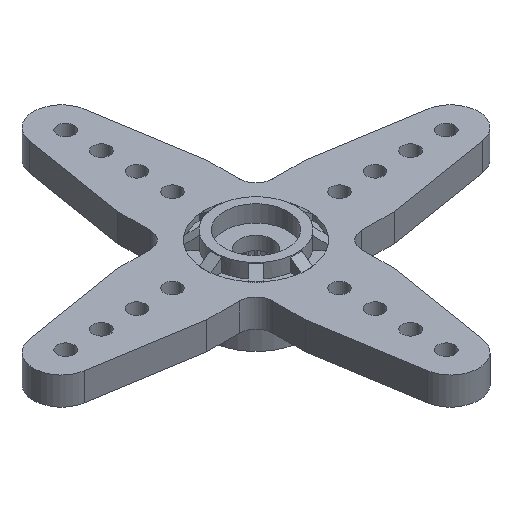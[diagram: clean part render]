
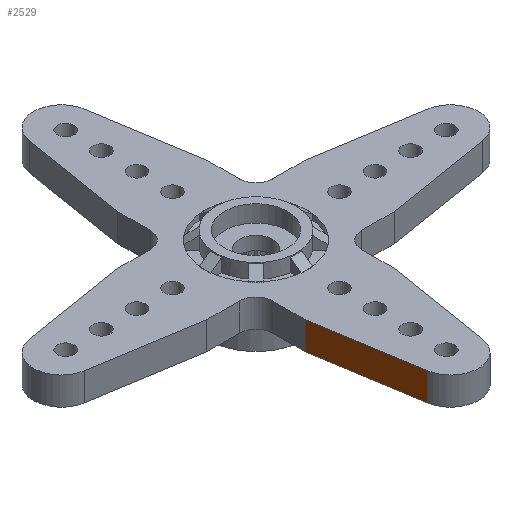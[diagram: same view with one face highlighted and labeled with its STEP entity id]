
A CAD part, isometric view. The second image highlights one B-rep face of the part: STEP entity #2529.
In plain terms, the highlighted planar face has unit normal (-0.987, -0.16, 0).
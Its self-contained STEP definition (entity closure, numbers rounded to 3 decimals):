
#44 = PLANE('',#45);
#45 = AXIS2_PLACEMENT_3D('',#46,#47,#48);
#46 = CARTESIAN_POINT('',(0.,0.,0.));
#47 = DIRECTION('',(0.,0.,-1.));
#48 = DIRECTION('',(-1.,0.,0.));
#100 = PLANE('',#101);
#101 = AXIS2_PLACEMENT_3D('',#102,#103,#104);
#102 = CARTESIAN_POINT('',(0.,0.,2.5));
#103 = DIRECTION('',(0.,0.,1.));
#104 = DIRECTION('',(1.,0.,0.));
#166 = VERTEX_POINT('',#167);
#167 = CARTESIAN_POINT('',(-2.468,-17.899,0.));
#186 = CYLINDRICAL_SURFACE('',#187,2.5);
#187 = AXIS2_PLACEMENT_3D('',#188,#189,#190);
#188 = CARTESIAN_POINT('',(0.,-17.5,0.));
#189 = DIRECTION('',(0.,0.,-1.));
#190 = DIRECTION('',(0.,-1.,0.));
#198 = EDGE_CURVE('',#199,#166,#201,.T.);
#199 = VERTEX_POINT('',#200);
#200 = CARTESIAN_POINT('',(-4.,-8.419,0.));
#201 = SURFACE_CURVE('',#202,(#206,#213),.PCURVE_S1.);
#202 = LINE('',#203,#204);
#203 = CARTESIAN_POINT('',(-4.,-8.419,0.));
#204 = VECTOR('',#205,1.);
#205 = DIRECTION('',(0.16,-0.987,0.));
#206 = PCURVE('',#44,#207);
#207 = DEFINITIONAL_REPRESENTATION('',(#208),#212);
#208 = LINE('',#209,#210);
#209 = CARTESIAN_POINT('',(4.,-8.419));
#210 = VECTOR('',#211,1.);
#211 = DIRECTION('',(-0.16,-0.987));
#212 = ( GEOMETRIC_REPRESENTATION_CONTEXT(2) 
PARAMETRIC_REPRESENTATION_CONTEXT() REPRESENTATION_CONTEXT('2D SPACE',''
  ) );
#213 = PCURVE('',#214,#219);
#214 = PLANE('',#215);
#215 = AXIS2_PLACEMENT_3D('',#216,#217,#218);
#216 = CARTESIAN_POINT('',(-4.,-8.419,0.));
#217 = DIRECTION('',(0.987,0.16,0.));
#218 = DIRECTION('',(0.16,-0.987,0.));
#219 = DEFINITIONAL_REPRESENTATION('',(#220),#224);
#220 = LINE('',#221,#222);
#221 = CARTESIAN_POINT('',(0.,0.));
#222 = VECTOR('',#223,1.);
#223 = DIRECTION('',(1.,0.));
#224 = ( GEOMETRIC_REPRESENTATION_CONTEXT(2) 
PARAMETRIC_REPRESENTATION_CONTEXT() REPRESENTATION_CONTEXT('2D SPACE',''
  ) );
#242 = PLANE('',#243);
#243 = AXIS2_PLACEMENT_3D('',#244,#245,#246);
#244 = CARTESIAN_POINT('',(-4.,-3.919,0.));
#245 = DIRECTION('',(1.,0.,0.));
#246 = DIRECTION('',(0.,-1.,0.));
#1934 = VERTEX_POINT('',#1935);
#1935 = CARTESIAN_POINT('',(-4.,-8.419,2.5));
#1956 = EDGE_CURVE('',#1934,#1957,#1959,.T.);
#1957 = VERTEX_POINT('',#1958);
#1958 = CARTESIAN_POINT('',(-2.468,-17.899,2.5));
#1959 = SURFACE_CURVE('',#1960,(#1964,#1971),.PCURVE_S1.);
#1960 = LINE('',#1961,#1962);
#1961 = CARTESIAN_POINT('',(-4.,-8.419,2.5));
#1962 = VECTOR('',#1963,1.);
#1963 = DIRECTION('',(0.16,-0.987,0.));
#1964 = PCURVE('',#100,#1965);
#1965 = DEFINITIONAL_REPRESENTATION('',(#1966),#1970);
#1966 = LINE('',#1967,#1968);
#1967 = CARTESIAN_POINT('',(-4.,-8.419));
#1968 = VECTOR('',#1969,1.);
#1969 = DIRECTION('',(0.16,-0.987));
#1970 = ( GEOMETRIC_REPRESENTATION_CONTEXT(2) 
PARAMETRIC_REPRESENTATION_CONTEXT() REPRESENTATION_CONTEXT('2D SPACE',''
  ) );
#1971 = PCURVE('',#214,#1972);
#1972 = DEFINITIONAL_REPRESENTATION('',(#1973),#1977);
#1973 = LINE('',#1974,#1975);
#1974 = CARTESIAN_POINT('',(0.,-2.5));
#1975 = VECTOR('',#1976,1.);
#1976 = DIRECTION('',(1.,0.));
#1977 = ( GEOMETRIC_REPRESENTATION_CONTEXT(2) 
PARAMETRIC_REPRESENTATION_CONTEXT() REPRESENTATION_CONTEXT('2D SPACE',''
  ) );
#2479 = EDGE_CURVE('',#166,#1957,#2480,.T.);
#2480 = SURFACE_CURVE('',#2481,(#2485,#2492),.PCURVE_S1.);
#2481 = LINE('',#2482,#2483);
#2482 = CARTESIAN_POINT('',(-2.468,-17.899,0.));
#2483 = VECTOR('',#2484,1.);
#2484 = DIRECTION('',(0.,0.,1.));
#2485 = PCURVE('',#186,#2486);
#2486 = DEFINITIONAL_REPRESENTATION('',(#2487),#2491);
#2487 = LINE('',#2488,#2489);
#2488 = CARTESIAN_POINT('',(-4.873,0.));
#2489 = VECTOR('',#2490,1.);
#2490 = DIRECTION('',(-0.,-1.));
#2491 = ( GEOMETRIC_REPRESENTATION_CONTEXT(2) 
PARAMETRIC_REPRESENTATION_CONTEXT() REPRESENTATION_CONTEXT('2D SPACE',''
  ) );
#2492 = PCURVE('',#214,#2493);
#2493 = DEFINITIONAL_REPRESENTATION('',(#2494),#2498);
#2494 = LINE('',#2495,#2496);
#2495 = CARTESIAN_POINT('',(9.603,0.));
#2496 = VECTOR('',#2497,1.);
#2497 = DIRECTION('',(0.,-1.));
#2498 = ( GEOMETRIC_REPRESENTATION_CONTEXT(2) 
PARAMETRIC_REPRESENTATION_CONTEXT() REPRESENTATION_CONTEXT('2D SPACE',''
  ) );
#2529 = ADVANCED_FACE('',(#2530),#214,.F.);
#2530 = FACE_BOUND('',#2531,.F.);
#2531 = EDGE_LOOP('',(#2532,#2553,#2554,#2555));
#2532 = ORIENTED_EDGE('',*,*,#2533,.T.);
#2533 = EDGE_CURVE('',#199,#1934,#2534,.T.);
#2534 = SURFACE_CURVE('',#2535,(#2539,#2546),.PCURVE_S1.);
#2535 = LINE('',#2536,#2537);
#2536 = CARTESIAN_POINT('',(-4.,-8.419,0.));
#2537 = VECTOR('',#2538,1.);
#2538 = DIRECTION('',(0.,0.,1.));
#2539 = PCURVE('',#214,#2540);
#2540 = DEFINITIONAL_REPRESENTATION('',(#2541),#2545);
#2541 = LINE('',#2542,#2543);
#2542 = CARTESIAN_POINT('',(0.,0.));
#2543 = VECTOR('',#2544,1.);
#2544 = DIRECTION('',(0.,-1.));
#2545 = ( GEOMETRIC_REPRESENTATION_CONTEXT(2) 
PARAMETRIC_REPRESENTATION_CONTEXT() REPRESENTATION_CONTEXT('2D SPACE',''
  ) );
#2546 = PCURVE('',#242,#2547);
#2547 = DEFINITIONAL_REPRESENTATION('',(#2548),#2552);
#2548 = LINE('',#2549,#2550);
#2549 = CARTESIAN_POINT('',(4.5,0.));
#2550 = VECTOR('',#2551,1.);
#2551 = DIRECTION('',(0.,-1.));
#2552 = ( GEOMETRIC_REPRESENTATION_CONTEXT(2) 
PARAMETRIC_REPRESENTATION_CONTEXT() REPRESENTATION_CONTEXT('2D SPACE',''
  ) );
#2553 = ORIENTED_EDGE('',*,*,#1956,.T.);
#2554 = ORIENTED_EDGE('',*,*,#2479,.F.);
#2555 = ORIENTED_EDGE('',*,*,#198,.F.);
